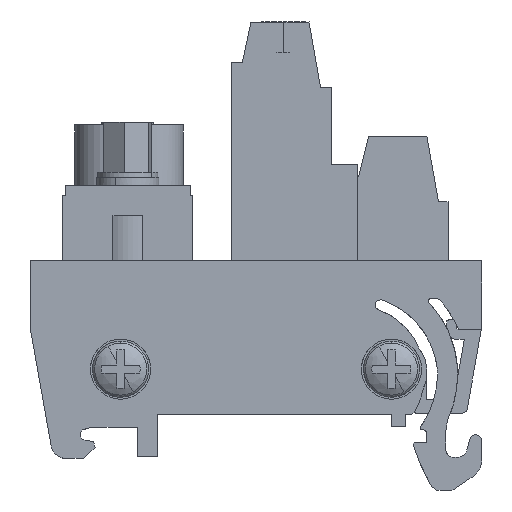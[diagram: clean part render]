
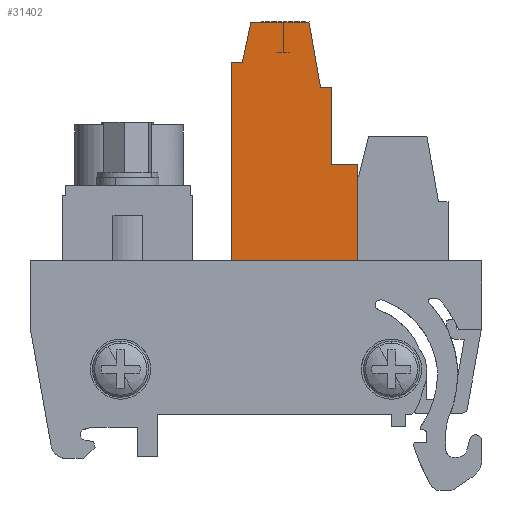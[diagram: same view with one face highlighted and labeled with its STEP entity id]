
A CAD part, left-side view. The second image highlights one B-rep face of the part: STEP entity #31402.
In plain terms, the highlighted planar face has unit normal (-1, 0, 0).
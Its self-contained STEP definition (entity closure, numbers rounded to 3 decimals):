
#31388=AXIS2_PLACEMENT_3D('Plane Axis2P3D',#31385,#31386,#31387) ;
#4972=CARTESIAN_POINT('Vertex',(5.2,12.355,21.449)) ;
#4975=CARTESIAN_POINT('Line Origine',(5.2,18.655,21.449)) ;
#4979=CARTESIAN_POINT('Vertex',(5.2,24.955,21.449)) ;
#24065=CARTESIAN_POINT('Vertex',(5.2,14.955,40.149)) ;
#24079=CARTESIAN_POINT('Vertex',(5.2,16.059,40.149)) ;
#24082=CARTESIAN_POINT('Line Origine',(5.2,15.507,40.149)) ;
#24142=CARTESIAN_POINT('Vertex',(5.2,23.855,42.649)) ;
#24156=CARTESIAN_POINT('Vertex',(5.2,24.955,42.649)) ;
#24159=CARTESIAN_POINT('Line Origine',(5.2,24.405,42.649)) ;
#24828=CARTESIAN_POINT('Vertex',(5.2,12.355,32.449)) ;
#24833=CARTESIAN_POINT('Line Origine',(5.2,12.355,26.949)) ;
#24869=CARTESIAN_POINT('Vertex',(5.2,14.955,32.449)) ;
#24872=CARTESIAN_POINT('Line Origine',(5.2,13.655,32.449)) ;
#24895=CARTESIAN_POINT('Line Origine',(5.2,14.955,36.299)) ;
#25553=CARTESIAN_POINT('Vertex',(5.2,17.205,46.649)) ;
#25556=CARTESIAN_POINT('Line Origine',(5.2,16.632,43.399)) ;
#25585=CARTESIAN_POINT('Vertex',(5.2,23.005,46.649)) ;
#25588=CARTESIAN_POINT('Line Origine',(5.2,20.105,46.649)) ;
#26159=CARTESIAN_POINT('Line Origine',(5.2,23.43,44.649)) ;
#26182=CARTESIAN_POINT('Line Origine',(5.2,24.955,32.049)) ;
#31385=CARTESIAN_POINT('Axis2P3D Location',(5.2,3.355,17.949)) ;
#4976=DIRECTION('Vector Direction',(0.,1.,0.)) ;
#24083=DIRECTION('Vector Direction',(0.,-1.,0.)) ;
#24160=DIRECTION('Vector Direction',(0.,1.,0.)) ;
#24834=DIRECTION('Vector Direction',(0.,0.,1.)) ;
#24873=DIRECTION('Vector Direction',(0.,1.,0.)) ;
#24896=DIRECTION('Vector Direction',(0.,0.,1.)) ;
#25557=DIRECTION('Vector Direction',(0.,0.174,0.985)) ;
#25589=DIRECTION('Vector Direction',(0.,1.,0.)) ;
#26160=DIRECTION('Vector Direction',(0.,0.208,-0.978)) ;
#26183=DIRECTION('Vector Direction',(0.,0.,1.)) ;
#31386=DIRECTION('Axis2P3D Direction',(-1.,0.,0.)) ;
#31387=DIRECTION('Axis2P3D XDirection',(0.,0.,1.)) ;
#4977=VECTOR('Line Direction',#4976,1.) ;
#24084=VECTOR('Line Direction',#24083,1.) ;
#24161=VECTOR('Line Direction',#24160,1.) ;
#24835=VECTOR('Line Direction',#24834,1.) ;
#24874=VECTOR('Line Direction',#24873,1.) ;
#24897=VECTOR('Line Direction',#24896,1.) ;
#25558=VECTOR('Line Direction',#25557,1.) ;
#25590=VECTOR('Line Direction',#25589,1.) ;
#26161=VECTOR('Line Direction',#26160,1.) ;
#26184=VECTOR('Line Direction',#26183,1.) ;
#31391=ORIENTED_EDGE('',*,*,#24876,.T.) ;
#31392=ORIENTED_EDGE('',*,*,#24899,.T.) ;
#31393=ORIENTED_EDGE('',*,*,#24086,.F.) ;
#31394=ORIENTED_EDGE('',*,*,#25560,.T.) ;
#31395=ORIENTED_EDGE('',*,*,#25592,.T.) ;
#31396=ORIENTED_EDGE('',*,*,#26163,.T.) ;
#31397=ORIENTED_EDGE('',*,*,#24163,.T.) ;
#31398=ORIENTED_EDGE('',*,*,#26186,.F.) ;
#31399=ORIENTED_EDGE('',*,*,#4981,.F.) ;
#31400=ORIENTED_EDGE('',*,*,#24837,.T.) ;
#31402=ADVANCED_FACE('NONE',(#31401),#31389,.T.) ;
#4981=EDGE_CURVE('',#4973,#4980,#4978,.T.) ;
#24086=EDGE_CURVE('',#24080,#24066,#24085,.T.) ;
#24163=EDGE_CURVE('',#24143,#24157,#24162,.T.) ;
#24837=EDGE_CURVE('',#4973,#24829,#24836,.T.) ;
#24876=EDGE_CURVE('',#24829,#24870,#24875,.T.) ;
#24899=EDGE_CURVE('',#24870,#24066,#24898,.T.) ;
#25560=EDGE_CURVE('',#24080,#25554,#25559,.T.) ;
#25592=EDGE_CURVE('',#25554,#25586,#25591,.T.) ;
#26163=EDGE_CURVE('',#25586,#24143,#26162,.T.) ;
#26186=EDGE_CURVE('',#4980,#24157,#26185,.T.) ;
#31390=EDGE_LOOP('',(#31391,#31392,#31393,#31394,#31395,#31396,#31397,#31398,#31399,#31400)) ;
#31401=FACE_OUTER_BOUND('',#31390,.T.) ;
#4978=LINE('Line',#4975,#4977) ;
#24085=LINE('Line',#24082,#24084) ;
#24162=LINE('Line',#24159,#24161) ;
#24836=LINE('Line',#24833,#24835) ;
#24875=LINE('Line',#24872,#24874) ;
#24898=LINE('Line',#24895,#24897) ;
#25559=LINE('Line',#25556,#25558) ;
#25591=LINE('Line',#25588,#25590) ;
#26162=LINE('Line',#26159,#26161) ;
#26185=LINE('Line',#26182,#26184) ;
#31389=PLANE('',#31388) ;
#4973=VERTEX_POINT('',#4972) ;
#4980=VERTEX_POINT('',#4979) ;
#24066=VERTEX_POINT('',#24065) ;
#24080=VERTEX_POINT('',#24079) ;
#24143=VERTEX_POINT('',#24142) ;
#24157=VERTEX_POINT('',#24156) ;
#24829=VERTEX_POINT('',#24828) ;
#24870=VERTEX_POINT('',#24869) ;
#25554=VERTEX_POINT('',#25553) ;
#25586=VERTEX_POINT('',#25585) ;
